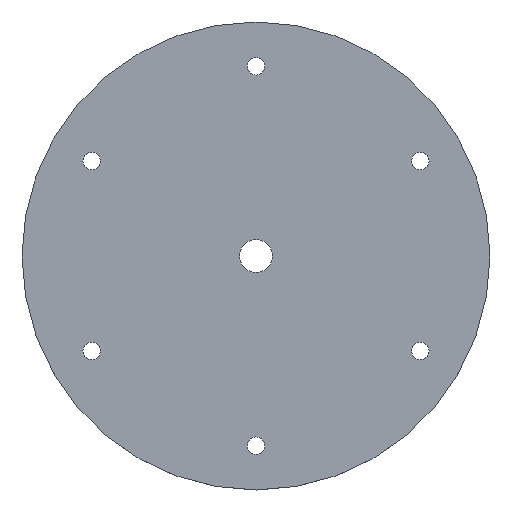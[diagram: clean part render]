
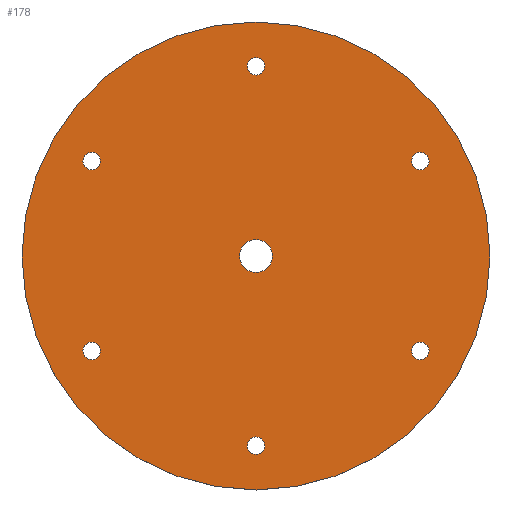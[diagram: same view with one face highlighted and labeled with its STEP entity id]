
A CAD part, top view. The second image highlights one B-rep face of the part: STEP entity #178.
In plain terms, the highlighted planar face has unit normal (0, 0, 1).
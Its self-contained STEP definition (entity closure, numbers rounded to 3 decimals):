
#16=PLANE('',#224);
#32=FACE_BOUND('',#74,.T.);
#33=FACE_BOUND('',#75,.T.);
#34=FACE_BOUND('',#76,.T.);
#35=FACE_BOUND('',#77,.T.);
#36=FACE_BOUND('',#78,.T.);
#37=FACE_BOUND('',#79,.T.);
#38=FACE_BOUND('',#80,.T.);
#48=FACE_OUTER_BOUND('',#73,.T.);
#73=EDGE_LOOP('',(#153));
#74=EDGE_LOOP('',(#154));
#75=EDGE_LOOP('',(#155));
#76=EDGE_LOOP('',(#156));
#77=EDGE_LOOP('',(#157));
#78=EDGE_LOOP('',(#158));
#79=EDGE_LOOP('',(#159));
#80=EDGE_LOOP('',(#160));
#81=CIRCLE('',#200,6.375);
#83=CIRCLE('',#203,3.4);
#85=CIRCLE('',#206,3.4);
#87=CIRCLE('',#209,3.4);
#89=CIRCLE('',#212,3.4);
#91=CIRCLE('',#215,3.4);
#93=CIRCLE('',#218,3.4);
#95=CIRCLE('',#221,90.35);
#97=VERTEX_POINT('',#281);
#99=VERTEX_POINT('',#286);
#101=VERTEX_POINT('',#291);
#103=VERTEX_POINT('',#296);
#105=VERTEX_POINT('',#301);
#107=VERTEX_POINT('',#306);
#109=VERTEX_POINT('',#311);
#111=VERTEX_POINT('',#316);
#113=EDGE_CURVE('',#97,#97,#81,.T.);
#115=EDGE_CURVE('',#99,#99,#83,.T.);
#117=EDGE_CURVE('',#101,#101,#85,.T.);
#119=EDGE_CURVE('',#103,#103,#87,.T.);
#121=EDGE_CURVE('',#105,#105,#89,.T.);
#123=EDGE_CURVE('',#107,#107,#91,.T.);
#125=EDGE_CURVE('',#109,#109,#93,.T.);
#127=EDGE_CURVE('',#111,#111,#95,.T.);
#153=ORIENTED_EDGE('',*,*,#127,.T.);
#154=ORIENTED_EDGE('',*,*,#113,.T.);
#155=ORIENTED_EDGE('',*,*,#115,.T.);
#156=ORIENTED_EDGE('',*,*,#117,.T.);
#157=ORIENTED_EDGE('',*,*,#119,.T.);
#158=ORIENTED_EDGE('',*,*,#121,.T.);
#159=ORIENTED_EDGE('',*,*,#123,.T.);
#160=ORIENTED_EDGE('',*,*,#125,.T.);
#178=ADVANCED_FACE('',(#48,#32,#33,#34,#35,#36,#37,#38),#16,.T.);
#200=AXIS2_PLACEMENT_3D('',#282,#229,#230);
#203=AXIS2_PLACEMENT_3D('',#287,#235,#236);
#206=AXIS2_PLACEMENT_3D('',#292,#241,#242);
#209=AXIS2_PLACEMENT_3D('',#297,#247,#248);
#212=AXIS2_PLACEMENT_3D('',#302,#253,#254);
#215=AXIS2_PLACEMENT_3D('',#307,#259,#260);
#218=AXIS2_PLACEMENT_3D('',#312,#265,#266);
#221=AXIS2_PLACEMENT_3D('',#317,#271,#272);
#224=AXIS2_PLACEMENT_3D('',#321,#277,#278);
#229=DIRECTION('center_axis',(0.,0.,-1.));
#230=DIRECTION('ref_axis',(-1.,0.,0.));
#235=DIRECTION('center_axis',(0.,0.,-1.));
#236=DIRECTION('ref_axis',(-1.,0.,0.));
#241=DIRECTION('center_axis',(0.,0.,-1.));
#242=DIRECTION('ref_axis',(-1.,0.,0.));
#247=DIRECTION('center_axis',(0.,0.,-1.));
#248=DIRECTION('ref_axis',(-1.,0.,0.));
#253=DIRECTION('center_axis',(0.,0.,-1.));
#254=DIRECTION('ref_axis',(-1.,0.,0.));
#259=DIRECTION('center_axis',(0.,0.,-1.));
#260=DIRECTION('ref_axis',(-1.,0.,0.));
#265=DIRECTION('center_axis',(0.,0.,-1.));
#266=DIRECTION('ref_axis',(-1.,0.,0.));
#271=DIRECTION('center_axis',(0.,0.,1.));
#272=DIRECTION('ref_axis',(-1.,0.,0.));
#277=DIRECTION('center_axis',(0.,0.,1.));
#278=DIRECTION('ref_axis',(1.,0.,0.));
#281=CARTESIAN_POINT('',(6.375,0.,10.));
#282=CARTESIAN_POINT('Origin',(0.,0.,10.));
#286=CARTESIAN_POINT('',(66.836,36.625,10.));
#287=CARTESIAN_POINT('Origin',(63.436,36.625,10.));
#291=CARTESIAN_POINT('',(66.836,-36.625,10.));
#292=CARTESIAN_POINT('Origin',(63.436,-36.625,10.));
#296=CARTESIAN_POINT('',(3.4,-73.25,10.));
#297=CARTESIAN_POINT('Origin',(0.,-73.25,10.));
#301=CARTESIAN_POINT('',(-60.036,-36.625,10.));
#302=CARTESIAN_POINT('Origin',(-63.436,-36.625,10.));
#306=CARTESIAN_POINT('',(-60.036,36.625,10.));
#307=CARTESIAN_POINT('Origin',(-63.436,36.625,10.));
#311=CARTESIAN_POINT('',(3.4,73.25,10.));
#312=CARTESIAN_POINT('Origin',(0.,73.25,10.));
#316=CARTESIAN_POINT('',(90.35,0.,10.));
#317=CARTESIAN_POINT('Origin',(0.,0.,10.));
#321=CARTESIAN_POINT('Origin',(0.,0.,10.));
